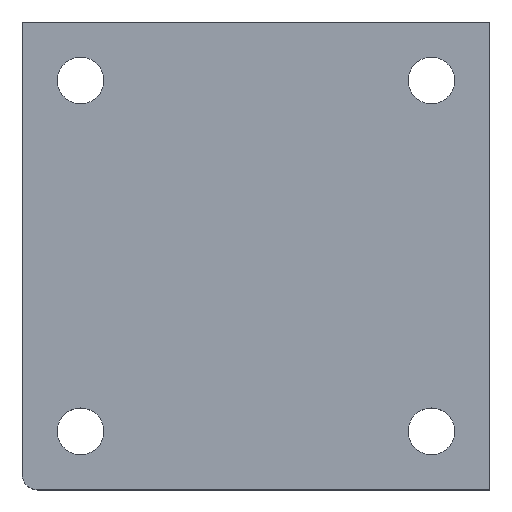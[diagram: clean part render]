
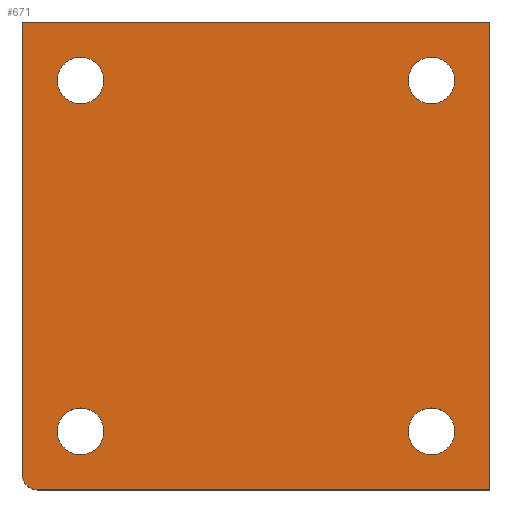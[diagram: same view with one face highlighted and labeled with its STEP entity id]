
A CAD part, top view. The second image highlights one B-rep face of the part: STEP entity #671.
In plain terms, the highlighted planar face has unit normal (0, 0, 1).
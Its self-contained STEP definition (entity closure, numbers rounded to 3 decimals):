
#252 = VERTEX_POINT('',#253);
#253 = CARTESIAN_POINT('',(-30.,-28.,10.));
#259 = EDGE_CURVE('',#252,#260,#262,.T.);
#260 = VERTEX_POINT('',#261);
#261 = CARTESIAN_POINT('',(-30.,30.,10.));
#262 = LINE('',#263,#264);
#263 = CARTESIAN_POINT('',(-30.,-30.,10.));
#264 = VECTOR('',#265,1.);
#265 = DIRECTION('',(0.,1.,0.));
#298 = EDGE_CURVE('',#260,#299,#301,.T.);
#299 = VERTEX_POINT('',#300);
#300 = CARTESIAN_POINT('',(30.,30.,10.));
#301 = LINE('',#302,#303);
#302 = CARTESIAN_POINT('',(-30.,30.,10.));
#303 = VECTOR('',#304,1.);
#304 = DIRECTION('',(1.,0.,0.));
#322 = EDGE_CURVE('',#299,#323,#325,.T.);
#323 = VERTEX_POINT('',#324);
#324 = CARTESIAN_POINT('',(30.,-30.,10.));
#325 = LINE('',#326,#327);
#326 = CARTESIAN_POINT('',(30.,30.,10.));
#327 = VECTOR('',#328,1.);
#328 = DIRECTION('',(0.,-1.,0.));
#347 = EDGE_CURVE('',#323,#348,#350,.T.);
#348 = VERTEX_POINT('',#349);
#349 = CARTESIAN_POINT('',(-28.,-30.,10.));
#350 = LINE('',#351,#352);
#351 = CARTESIAN_POINT('',(30.,-30.,10.));
#352 = VECTOR('',#353,1.);
#353 = DIRECTION('',(-1.,0.,0.));
#371 = EDGE_CURVE('',#252,#348,#372,.T.);
#372 = CIRCLE('',#373,2.);
#373 = AXIS2_PLACEMENT_3D('',#374,#375,#376);
#374 = CARTESIAN_POINT('',(-28.,-28.,10.));
#375 = DIRECTION('',(-0.,0.,1.));
#376 = DIRECTION('',(0.,-1.,0.));
#671 = ADVANCED_FACE('',(#672,#679,#690,#701,#712),#723,.T.);
#672 = FACE_BOUND('',#673,.T.);
#673 = EDGE_LOOP('',(#674,#675,#676,#677,#678));
#674 = ORIENTED_EDGE('',*,*,#347,.F.);
#675 = ORIENTED_EDGE('',*,*,#322,.F.);
#676 = ORIENTED_EDGE('',*,*,#298,.F.);
#677 = ORIENTED_EDGE('',*,*,#259,.F.);
#678 = ORIENTED_EDGE('',*,*,#371,.T.);
#679 = FACE_BOUND('',#680,.T.);
#680 = EDGE_LOOP('',(#681));
#681 = ORIENTED_EDGE('',*,*,#682,.F.);
#682 = EDGE_CURVE('',#683,#683,#685,.T.);
#683 = VERTEX_POINT('',#684);
#684 = CARTESIAN_POINT('',(-25.5,-22.5,10.));
#685 = CIRCLE('',#686,3.);
#686 = AXIS2_PLACEMENT_3D('',#687,#688,#689);
#687 = CARTESIAN_POINT('',(-22.5,-22.5,10.));
#688 = DIRECTION('',(0.,-0.,1.));
#689 = DIRECTION('',(-1.,0.,0.));
#690 = FACE_BOUND('',#691,.T.);
#691 = EDGE_LOOP('',(#692));
#692 = ORIENTED_EDGE('',*,*,#693,.F.);
#693 = EDGE_CURVE('',#694,#694,#696,.T.);
#694 = VERTEX_POINT('',#695);
#695 = CARTESIAN_POINT('',(19.5,-22.5,10.));
#696 = CIRCLE('',#697,3.);
#697 = AXIS2_PLACEMENT_3D('',#698,#699,#700);
#698 = CARTESIAN_POINT('',(22.5,-22.5,10.));
#699 = DIRECTION('',(0.,-0.,1.));
#700 = DIRECTION('',(-1.,0.,0.));
#701 = FACE_BOUND('',#702,.T.);
#702 = EDGE_LOOP('',(#703));
#703 = ORIENTED_EDGE('',*,*,#704,.F.);
#704 = EDGE_CURVE('',#705,#705,#707,.T.);
#705 = VERTEX_POINT('',#706);
#706 = CARTESIAN_POINT('',(-25.5,22.5,10.));
#707 = CIRCLE('',#708,3.);
#708 = AXIS2_PLACEMENT_3D('',#709,#710,#711);
#709 = CARTESIAN_POINT('',(-22.5,22.5,10.));
#710 = DIRECTION('',(0.,-0.,1.));
#711 = DIRECTION('',(-1.,0.,0.));
#712 = FACE_BOUND('',#713,.T.);
#713 = EDGE_LOOP('',(#714));
#714 = ORIENTED_EDGE('',*,*,#715,.F.);
#715 = EDGE_CURVE('',#716,#716,#718,.T.);
#716 = VERTEX_POINT('',#717);
#717 = CARTESIAN_POINT('',(19.5,22.5,10.));
#718 = CIRCLE('',#719,3.);
#719 = AXIS2_PLACEMENT_3D('',#720,#721,#722);
#720 = CARTESIAN_POINT('',(22.5,22.5,10.));
#721 = DIRECTION('',(0.,-0.,1.));
#722 = DIRECTION('',(-1.,0.,0.));
#723 = PLANE('',#724);
#724 = AXIS2_PLACEMENT_3D('',#725,#726,#727);
#725 = CARTESIAN_POINT('',(0.,0.,10.));
#726 = DIRECTION('',(0.,0.,1.));
#727 = DIRECTION('',(1.,0.,0.));
